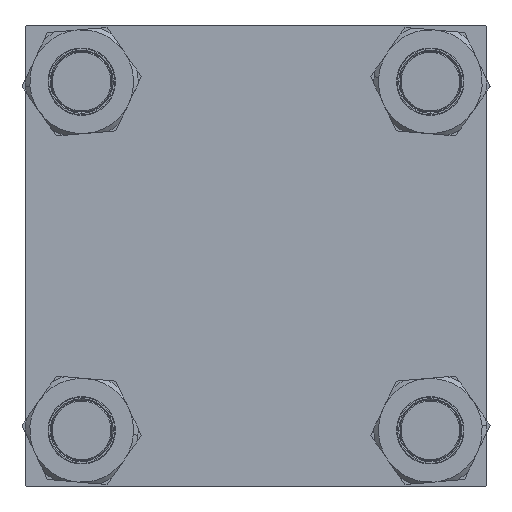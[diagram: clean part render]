
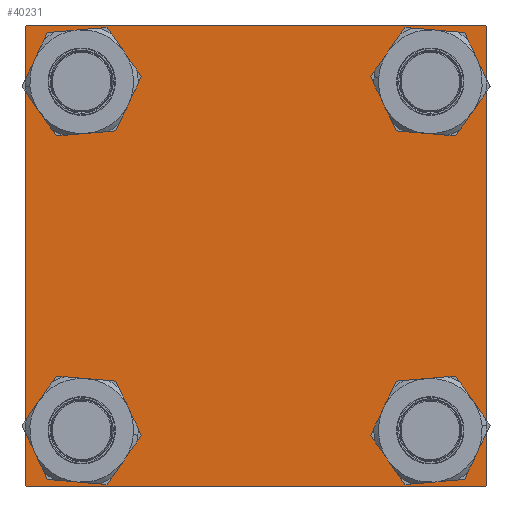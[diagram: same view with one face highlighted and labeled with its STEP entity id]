
A CAD part, left-side view. The second image highlights one B-rep face of the part: STEP entity #40231.
In plain terms, the highlighted planar face has unit normal (-1, 0, 0).
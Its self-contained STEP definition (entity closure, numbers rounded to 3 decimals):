
#195 = EDGE_CURVE ( 'NONE', #45344, #5948, #51856, .T. ) ;
#231 = VERTEX_POINT ( 'NONE', #12437 ) ;
#326 = EDGE_CURVE ( 'NONE', #21490, #49530, #39872, .T. ) ;
#649 = ORIENTED_EDGE ( 'NONE', *, *, #4275, .T. ) ;
#1379 = DIRECTION ( 'NONE',  ( 0., 0.707, -0.707 ) ) ;
#1711 = EDGE_CURVE ( 'NONE', #30673, #7168, #35989, .T. ) ;
#2305 = EDGE_CURVE ( 'NONE', #30066, #53978, #8273, .T. ) ;
#3600 = CARTESIAN_POINT ( 'NONE',  ( 0., 102.25, -102.25 ) ) ;
#3937 = ORIENTED_EDGE ( 'NONE', *, *, #195, .T. ) ;
#4275 = EDGE_CURVE ( 'NONE', #7069, #43031, #36626, .T. ) ;
#5707 = ORIENTED_EDGE ( 'NONE', *, *, #32807, .T. ) ;
#5948 = VERTEX_POINT ( 'NONE', #33057 ) ;
#6141 = DIRECTION ( 'NONE',  ( 0., 0.707, 0.707 ) ) ;
#6464 = VECTOR ( 'NONE', #6141, 1000. ) ;
#6621 = AXIS2_PLACEMENT_3D ( 'NONE', #27079, #44780, #40425 ) ;
#6702 = CIRCLE ( 'NONE', #14139, 14. ) ;
#6725 = DIRECTION ( 'NONE',  ( -1., 0., 0. ) ) ;
#7069 = VERTEX_POINT ( 'NONE', #35279 ) ;
#7118 = CARTESIAN_POINT ( 'NONE',  ( 0., -77.45, -77.45 ) ) ;
#7168 = VERTEX_POINT ( 'NONE', #32071 ) ;
#7368 = DIRECTION ( 'NONE',  ( 1., 0., 0. ) ) ;
#7411 = DIRECTION ( 'NONE',  ( 1., 0., 0. ) ) ;
#7793 = LINE ( 'NONE', #34480, #17041 ) ;
#8273 = CIRCLE ( 'NONE', #23099, 14. ) ;
#8394 = EDGE_CURVE ( 'NONE', #231, #42972, #50205, .T. ) ;
#8509 = AXIS2_PLACEMENT_3D ( 'NONE', #37704, #41231, #50746 ) ;
#9335 = EDGE_CURVE ( 'NONE', #53978, #30066, #49248, .T. ) ;
#10256 = AXIS2_PLACEMENT_3D ( 'NONE', #28791, #6725, #42143 ) ;
#10572 = VECTOR ( 'NONE', #1379, 1000. ) ;
#11012 = EDGE_CURVE ( 'NONE', #42972, #231, #6702, .T. ) ;
#11093 = FACE_OUTER_BOUND ( 'NONE', #32215, .T. ) ;
#11798 = ORIENTED_EDGE ( 'NONE', *, *, #52584, .F. ) ;
#12437 = CARTESIAN_POINT ( 'NONE',  ( 0., 77.45, 91.45 ) ) ;
#13018 = AXIS2_PLACEMENT_3D ( 'NONE', #30697, #52430, #44619 ) ;
#13359 = ORIENTED_EDGE ( 'NONE', *, *, #38894, .T. ) ;
#13859 = EDGE_CURVE ( 'NONE', #44230, #45197, #17547, .T. ) ;
#14139 = AXIS2_PLACEMENT_3D ( 'NONE', #25985, #7411, #17273 ) ;
#14908 = CARTESIAN_POINT ( 'NONE',  ( 0., -102.25, -102.25 ) ) ;
#16376 = DIRECTION ( 'NONE',  ( 0., 0., 1. ) ) ;
#16463 = EDGE_CURVE ( 'NONE', #45197, #32240, #37789, .T. ) ;
#16889 = DIRECTION ( 'NONE',  ( 0., 0., -1. ) ) ;
#16981 = DIRECTION ( 'NONE',  ( 1., 0., 0. ) ) ;
#17041 = VECTOR ( 'NONE', #56510, 1000. ) ;
#17273 = DIRECTION ( 'NONE',  ( 0., 0., 1. ) ) ;
#17547 = LINE ( 'NONE', #26824, #20708 ) ;
#18058 = VERTEX_POINT ( 'NONE', #53491 ) ;
#18177 = EDGE_LOOP ( 'NONE', ( #18857, #56575 ) ) ;
#18550 = VECTOR ( 'NONE', #56419, 1000. ) ;
#18857 = ORIENTED_EDGE ( 'NONE', *, *, #9335, .T. ) ;
#19044 = CARTESIAN_POINT ( 'NONE',  ( 0., -102., -102.5 ) ) ;
#19066 = CIRCLE ( 'NONE', #37604, 14. ) ;
#20708 = VECTOR ( 'NONE', #53758, 1000. ) ;
#21082 = EDGE_CURVE ( 'NONE', #49530, #21490, #19066, .T. ) ;
#21490 = VERTEX_POINT ( 'NONE', #49970 ) ;
#21565 = CARTESIAN_POINT ( 'NONE',  ( 0., 102.5, 102.5 ) ) ;
#21647 = CARTESIAN_POINT ( 'NONE',  ( 0., -77.45, 77.45 ) ) ;
#23099 = AXIS2_PLACEMENT_3D ( 'NONE', #24785, #7368, #16376 ) ;
#23129 = CARTESIAN_POINT ( 'NONE',  ( 0., -77.45, 77.45 ) ) ;
#23596 = FACE_BOUND ( 'NONE', #18177, .T. ) ;
#23880 = FACE_BOUND ( 'NONE', #45733, .T. ) ;
#24433 = PLANE ( 'NONE',  #10256 ) ;
#24785 = CARTESIAN_POINT ( 'NONE',  ( 0., 77.45, -77.45 ) ) ;
#25386 = CARTESIAN_POINT ( 'NONE',  ( 0., -77.45, -91.45 ) ) ;
#25439 = EDGE_CURVE ( 'NONE', #7069, #32240, #25594, .T. ) ;
#25594 = LINE ( 'NONE', #47052, #48703 ) ;
#25681 = LINE ( 'NONE', #3600, #18550 ) ;
#25985 = CARTESIAN_POINT ( 'NONE',  ( 0., 77.45, 77.45 ) ) ;
#26824 = CARTESIAN_POINT ( 'NONE',  ( 0., 102.5, -102.5 ) ) ;
#27010 = ORIENTED_EDGE ( 'NONE', *, *, #53190, .T. ) ;
#27079 = CARTESIAN_POINT ( 'NONE',  ( 0., 77.45, -77.45 ) ) ;
#28791 = CARTESIAN_POINT ( 'NONE',  ( 0., 0., 0. ) ) ;
#30066 = VERTEX_POINT ( 'NONE', #45398 ) ;
#30673 = VERTEX_POINT ( 'NONE', #46614 ) ;
#30697 = CARTESIAN_POINT ( 'NONE',  ( 0., -77.45, -77.45 ) ) ;
#30995 = VECTOR ( 'NONE', #46498, 1000. ) ;
#32071 = CARTESIAN_POINT ( 'NONE',  ( 0., 102.5, -102. ) ) ;
#32215 = EDGE_LOOP ( 'NONE', ( #46418, #13359, #44363, #35738, #52650, #649, #11798, #27010 ) ) ;
#32240 = VERTEX_POINT ( 'NONE', #36889 ) ;
#32289 = FACE_BOUND ( 'NONE', #36045, .T. ) ;
#32807 = EDGE_CURVE ( 'NONE', #5948, #45344, #50753, .T. ) ;
#33057 = CARTESIAN_POINT ( 'NONE',  ( 0., -77.45, -63.45 ) ) ;
#34480 = CARTESIAN_POINT ( 'NONE',  ( 0., 102.5, 102.5 ) ) ;
#34627 = CARTESIAN_POINT ( 'NONE',  ( 0., -77.45, 91.45 ) ) ;
#35279 = CARTESIAN_POINT ( 'NONE',  ( 0., -102.5, 102. ) ) ;
#35738 = ORIENTED_EDGE ( 'NONE', *, *, #16463, .T. ) ;
#35853 = DIRECTION ( 'NONE',  ( 0., 0., 1. ) ) ;
#35989 = LINE ( 'NONE', #21565, #36972 ) ;
#36045 = EDGE_LOOP ( 'NONE', ( #51823, #56954 ) ) ;
#36515 = CARTESIAN_POINT ( 'NONE',  ( 0., 102.25, 102.25 ) ) ;
#36626 = LINE ( 'NONE', #49962, #6464 ) ;
#36889 = CARTESIAN_POINT ( 'NONE',  ( 0., -102.5, -102. ) ) ;
#36972 = VECTOR ( 'NONE', #53651, 1000. ) ;
#37286 = ORIENTED_EDGE ( 'NONE', *, *, #21082, .T. ) ;
#37604 = AXIS2_PLACEMENT_3D ( 'NONE', #21647, #39358, #35853 ) ;
#37646 = LINE ( 'NONE', #36515, #10572 ) ;
#37704 = CARTESIAN_POINT ( 'NONE',  ( 0., 77.45, 77.45 ) ) ;
#37789 = LINE ( 'NONE', #14908, #30995 ) ;
#37828 = CARTESIAN_POINT ( 'NONE',  ( 0., 102., -102.5 ) ) ;
#38894 = EDGE_CURVE ( 'NONE', #7168, #44230, #25681, .T. ) ;
#39323 = DIRECTION ( 'NONE',  ( 0., 0., 1. ) ) ;
#39358 = DIRECTION ( 'NONE',  ( 1., 0., 0. ) ) ;
#39872 = CIRCLE ( 'NONE', #56515, 14. ) ;
#40231 = ADVANCED_FACE ( 'NONE', ( #46486, #23880, #23596, #32289, #11093 ), #24433, .T. ) ;
#40425 = DIRECTION ( 'NONE',  ( 0., 0., 1. ) ) ;
#40832 = DIRECTION ( 'NONE',  ( 1., 0., 0. ) ) ;
#41231 = DIRECTION ( 'NONE',  ( 1., 0., 0. ) ) ;
#41796 = ORIENTED_EDGE ( 'NONE', *, *, #326, .T. ) ;
#42143 = DIRECTION ( 'NONE',  ( 0., 0., 1. ) ) ;
#42972 = VERTEX_POINT ( 'NONE', #49457 ) ;
#43031 = VERTEX_POINT ( 'NONE', #56088 ) ;
#44230 = VERTEX_POINT ( 'NONE', #37828 ) ;
#44363 = ORIENTED_EDGE ( 'NONE', *, *, #13859, .T. ) ;
#44619 = DIRECTION ( 'NONE',  ( 0., 0., 1. ) ) ;
#44780 = DIRECTION ( 'NONE',  ( 1., 0., 0. ) ) ;
#45197 = VERTEX_POINT ( 'NONE', #19044 ) ;
#45344 = VERTEX_POINT ( 'NONE', #25386 ) ;
#45398 = CARTESIAN_POINT ( 'NONE',  ( 0., 77.45, -91.45 ) ) ;
#45733 = EDGE_LOOP ( 'NONE', ( #5707, #3937 ) ) ;
#46418 = ORIENTED_EDGE ( 'NONE', *, *, #1711, .T. ) ;
#46486 = FACE_BOUND ( 'NONE', #53181, .T. ) ;
#46498 = DIRECTION ( 'NONE',  ( 0., -0.707, 0.707 ) ) ;
#46519 = DIRECTION ( 'NONE',  ( 0., 0., 1. ) ) ;
#46614 = CARTESIAN_POINT ( 'NONE',  ( 0., 102.5, 102. ) ) ;
#47052 = CARTESIAN_POINT ( 'NONE',  ( 0., -102.5, 102.5 ) ) ;
#48703 = VECTOR ( 'NONE', #16889, 1000. ) ;
#49248 = CIRCLE ( 'NONE', #6621, 14. ) ;
#49457 = CARTESIAN_POINT ( 'NONE',  ( 0., 77.45, 63.45 ) ) ;
#49530 = VERTEX_POINT ( 'NONE', #34627 ) ;
#49962 = CARTESIAN_POINT ( 'NONE',  ( 0., -102.25, 102.25 ) ) ;
#49970 = CARTESIAN_POINT ( 'NONE',  ( 0., -77.45, 63.45 ) ) ;
#50205 = CIRCLE ( 'NONE', #8509, 14. ) ;
#50746 = DIRECTION ( 'NONE',  ( 0., 0., 1. ) ) ;
#50753 = CIRCLE ( 'NONE', #54485, 14. ) ;
#51823 = ORIENTED_EDGE ( 'NONE', *, *, #8394, .T. ) ;
#51856 = CIRCLE ( 'NONE', #13018, 14. ) ;
#52430 = DIRECTION ( 'NONE',  ( 1., 0., 0. ) ) ;
#52584 = EDGE_CURVE ( 'NONE', #18058, #43031, #7793, .T. ) ;
#52650 = ORIENTED_EDGE ( 'NONE', *, *, #25439, .F. ) ;
#52692 = CARTESIAN_POINT ( 'NONE',  ( 0., 77.45, -63.45 ) ) ;
#53181 = EDGE_LOOP ( 'NONE', ( #37286, #41796 ) ) ;
#53190 = EDGE_CURVE ( 'NONE', #18058, #30673, #37646, .T. ) ;
#53491 = CARTESIAN_POINT ( 'NONE',  ( 0., 102., 102.5 ) ) ;
#53651 = DIRECTION ( 'NONE',  ( 0., 0., -1. ) ) ;
#53758 = DIRECTION ( 'NONE',  ( 0., -1., 0. ) ) ;
#53978 = VERTEX_POINT ( 'NONE', #52692 ) ;
#54485 = AXIS2_PLACEMENT_3D ( 'NONE', #7118, #16981, #39323 ) ;
#56088 = CARTESIAN_POINT ( 'NONE',  ( 0., -102., 102.5 ) ) ;
#56419 = DIRECTION ( 'NONE',  ( 0., -0.707, -0.707 ) ) ;
#56510 = DIRECTION ( 'NONE',  ( 0., -1., 0. ) ) ;
#56515 = AXIS2_PLACEMENT_3D ( 'NONE', #23129, #40832, #46519 ) ;
#56575 = ORIENTED_EDGE ( 'NONE', *, *, #2305, .T. ) ;
#56954 = ORIENTED_EDGE ( 'NONE', *, *, #11012, .T. ) ;
